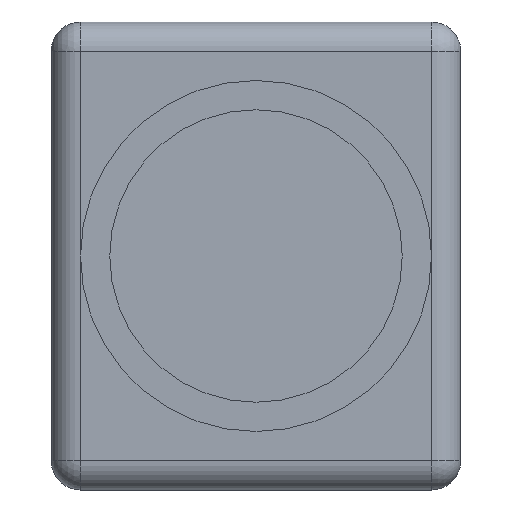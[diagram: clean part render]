
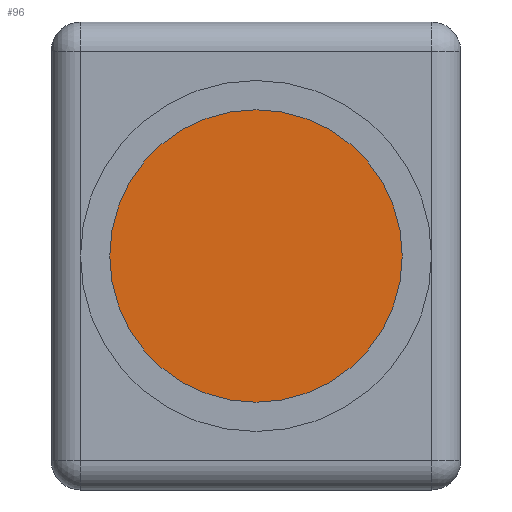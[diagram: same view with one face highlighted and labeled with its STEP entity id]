
A CAD part, left-side view. The second image highlights one B-rep face of the part: STEP entity #96.
In plain terms, the highlighted planar face has unit normal (-1, 0, 0).
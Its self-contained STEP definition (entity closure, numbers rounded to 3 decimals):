
#71 = EDGE_LOOP ( 'NONE', ( #1358, #401 ) ) ;
#96 = ADVANCED_FACE ( 'NONE', ( #233 ), #902, .T. ) ;
#101 = DIRECTION ( 'NONE',  ( 0., -1., 0. ) ) ;
#107 = AXIS2_PLACEMENT_3D ( 'NONE', #1901, #734, #859 ) ;
#121 = CARTESIAN_POINT ( 'NONE',  ( -13., 35., 0. ) ) ;
#179 = AXIS2_PLACEMENT_3D ( 'NONE', #121, #1471, #629 ) ;
#196 = EDGE_CURVE ( 'NONE', #302, #1185, #1521, .T. ) ;
#233 = FACE_OUTER_BOUND ( 'NONE', #71, .T. ) ;
#302 = VERTEX_POINT ( 'NONE', #310 ) ;
#310 = CARTESIAN_POINT ( 'NONE',  ( -13., 10., 0. ) ) ;
#401 = ORIENTED_EDGE ( 'NONE', *, *, #196, .T. ) ;
#629 = DIRECTION ( 'NONE',  ( 0., -1., 0. ) ) ;
#734 = DIRECTION ( 'NONE',  ( -1., 0., 0. ) ) ;
#773 = CIRCLE ( 'NONE', #2030, 25. ) ;
#859 = DIRECTION ( 'NONE',  ( 0., -1., 0. ) ) ;
#902 = PLANE ( 'NONE',  #107 ) ;
#1085 = EDGE_CURVE ( 'NONE', #1185, #302, #773, .T. ) ;
#1185 = VERTEX_POINT ( 'NONE', #2193 ) ;
#1247 = DIRECTION ( 'NONE',  ( -1., 0., 0. ) ) ;
#1358 = ORIENTED_EDGE ( 'NONE', *, *, #1085, .T. ) ;
#1471 = DIRECTION ( 'NONE',  ( -1., 0., 0. ) ) ;
#1521 = CIRCLE ( 'NONE', #179, 25. ) ;
#1901 = CARTESIAN_POINT ( 'NONE',  ( -13., 35., 0. ) ) ;
#2030 = AXIS2_PLACEMENT_3D ( 'NONE', #2097, #1247, #101 ) ;
#2097 = CARTESIAN_POINT ( 'NONE',  ( -13., 35., 0. ) ) ;
#2193 = CARTESIAN_POINT ( 'NONE',  ( -13., 60., 0. ) ) ;
